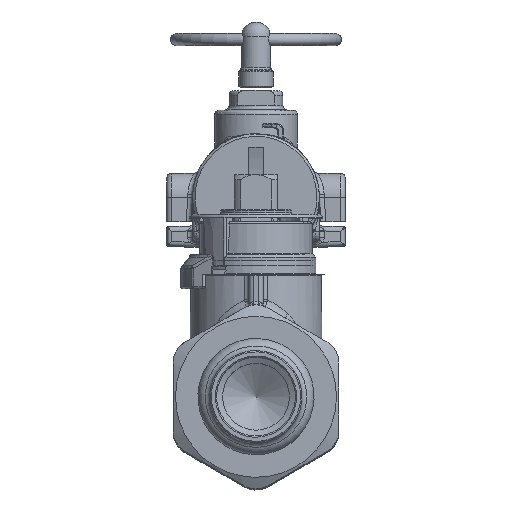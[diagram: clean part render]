
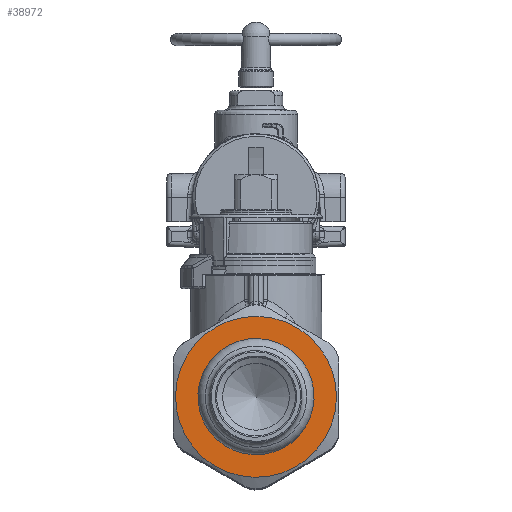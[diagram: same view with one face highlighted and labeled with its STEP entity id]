
A CAD part, top view. The second image highlights one B-rep face of the part: STEP entity #38972.
In plain terms, the highlighted planar face has unit normal (0, 0, 1).
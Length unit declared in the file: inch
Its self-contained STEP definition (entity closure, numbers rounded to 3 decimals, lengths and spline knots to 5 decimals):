
#1554=FACE_BOUND('',#7316,.T.);
#3316=PLANE('',#41658);
#4756=FACE_OUTER_BOUND('',#7315,.T.);
#7315=EDGE_LOOP('',(#26556));
#7316=EDGE_LOOP('',(#26557));
#9951=CIRCLE('',#41594,0.36065);
#9991=CIRCLE('',#41657,0.64961);
#16356=VERTEX_POINT('',#56264);
#16438=VERTEX_POINT('',#57255);
#20143=EDGE_CURVE('',#16356,#16356,#9951,.T.);
#20247=EDGE_CURVE('',#16438,#16438,#9991,.F.);
#26556=ORIENTED_EDGE('',*,*,#20247,.T.);
#26557=ORIENTED_EDGE('',*,*,#20143,.T.);
#38972=ADVANCED_FACE('',(#4756,#1554),#3316,.T.);
#41594=AXIS2_PLACEMENT_3D('',#56265,#45762,#45763);
#41657=AXIS2_PLACEMENT_3D('',#57257,#45920,#45921);
#41658=AXIS2_PLACEMENT_3D('',#57299,#45922,#45923);
#45762=DIRECTION('center_axis',(0.,0.,-1.));
#45763=DIRECTION('ref_axis',(1.,0.,0.));
#45920=DIRECTION('center_axis',(0.,0.,-1.));
#45921=DIRECTION('ref_axis',(1.,0.,0.));
#45922=DIRECTION('center_axis',(0.,0.,1.));
#45923=DIRECTION('ref_axis',(1.,0.,0.));
#56264=CARTESIAN_POINT('',(-0.36065,0.,5.66929));
#56265=CARTESIAN_POINT('Origin',(0.,0.,5.66929));
#57255=CARTESIAN_POINT('',(0.31144,-0.57008,5.66929));
#57257=CARTESIAN_POINT('Origin',(0.,0.,5.66929));
#57299=CARTESIAN_POINT('Origin',(0.,0.,5.66929));
